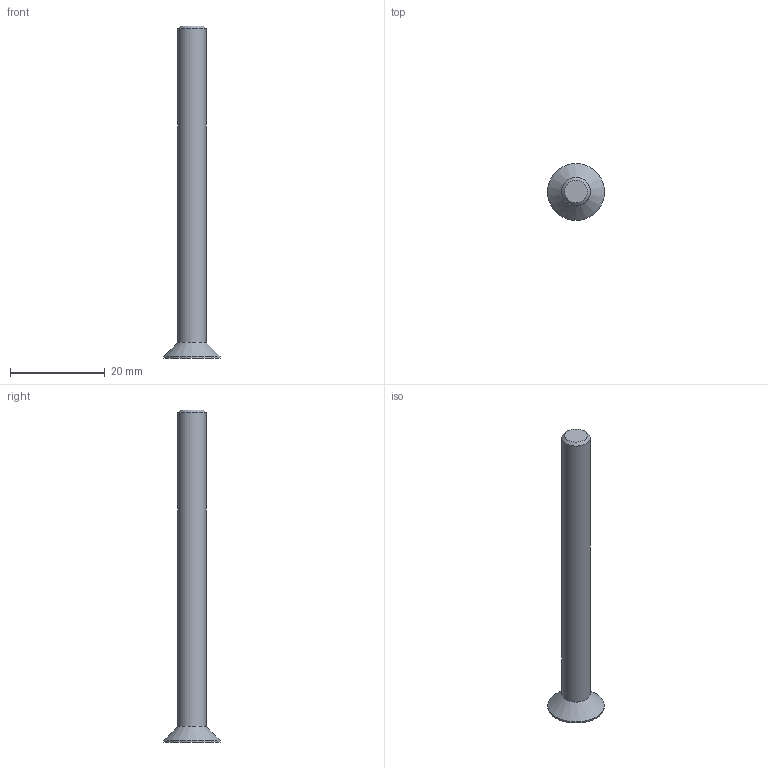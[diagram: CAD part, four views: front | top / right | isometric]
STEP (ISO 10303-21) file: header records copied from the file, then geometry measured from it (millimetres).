
FILE_DESCRIPTION (( 'STEP AP203' ), '1' );
FILE_NAME ('58315-240-70.STEP', '2019-12-20T13:36:33', ( '' ), ( '' ), 'SwSTEP 2.0', 'SolidWorks 2015', '' );
FILE_SCHEMA (( 'CONFIG_CONTROL_DESIGN' ));
Length unit declared in the file: millimetre
Products named in the file (2): 58315-240-70
Bounding box: 12 x 12 x 70 mm (x, y, z)
Volume: 2068.7 mm3; surface area: 1555.2 mm2
Topology: 1 solids, 21 shells, 294 faces, 722 edges, 480 vertices
Faces by surface type: plane 122, bspline 119, cone 51, cylinder 2
Full cylindrical faces by diameter (mm): 6 x1, 12 x1
Entity records: 15735 total; most frequent: CARTESIAN_POINT 10066, ORIENTED_EDGE 1432, EDGE_CURVE 716, DIRECTION 587, VERTEX_POINT 477, B_SPLINE_CURVE_WITH_KNOTS 455, EDGE_LOOP 307, FACE_OUTER_BOUND 276
